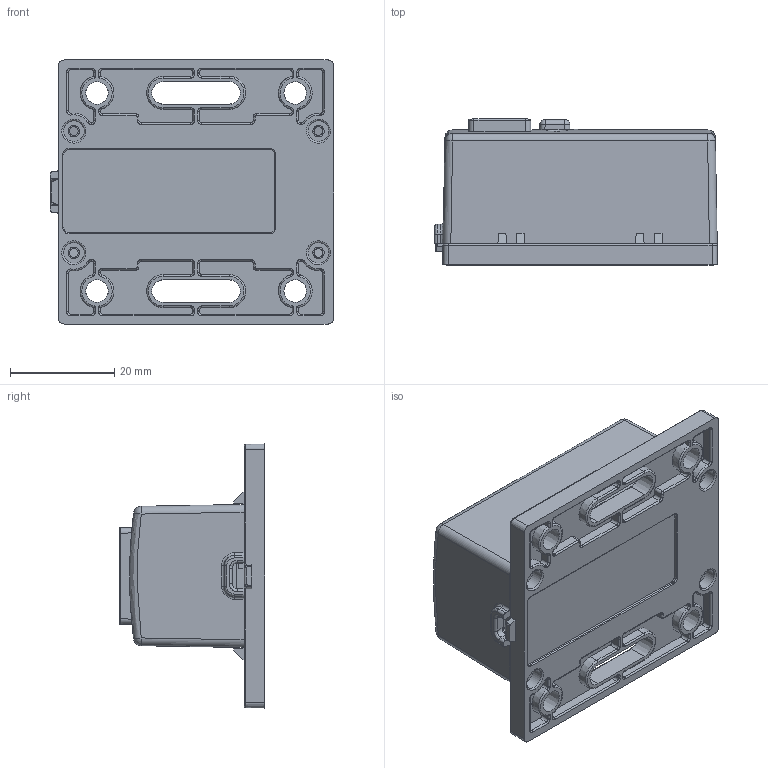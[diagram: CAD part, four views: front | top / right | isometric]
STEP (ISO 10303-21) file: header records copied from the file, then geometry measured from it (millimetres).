
FILE_DESCRIPTION(/* description */ (''),/* implementation_level */ '2;1');
FILE_NAME(/* name */ '(75 MHz) Signal Splitter.iam.step',/* time_stamp */ '2020-04-16T23:34:46-04:00',/* author */ ('Jordan'),/* organization */ (''),/* preprocessor_version */ 'ST-DEVELOPER v17',/* originating_system */ 'Autodesk Inventor 2019',/* authorisation */ '');
FILE_SCHEMA (('AUTOMOTIVE_DESIGN { 1 0 10303 214 3 1 1 }','PROCESS_PLANNING_SCHEMA'));
Length unit declared in the file: inch
Products named in the file (6): (75 MHz) Signal Splitter; LED; Bottom; Switch; Power; Top
Assembly tree (5 placements, depth 2):
  (75 MHz) Signal Splitter
    LED
    Bottom
    Switch
    Power
    Top
Bounding box: 54.42 x 28 x 50.74 mm (x, y, z)
Volume: 17272.8 mm3; surface area: 23847.7 mm2
Topology: 5 solids, 5 shells, 1117 faces, 2876 edges, 1809 vertices
Faces by surface type: plane 621, cylinder 281, bspline 108, torus 42, cone 38, sphere 27
Full cylindrical faces by diameter (mm): 1.7 x4, 1.8 x2, 2 x2, 2.2 x4, 2.63 x2, 3 x1, 3.1 x1, 3.3 x2, 3.8 x1, 4 x6, 4.5 x2, 5.4 x2
Entity records: 42053 total; most frequent: CARTESIAN_POINT 14881, ORIENTED_EDGE 5702, DIRECTION 5375, EDGE_CURVE 2851, LINE 1821, VECTOR 1821, VERTEX_POINT 1809, AXIS2_PLACEMENT_3D 1777
